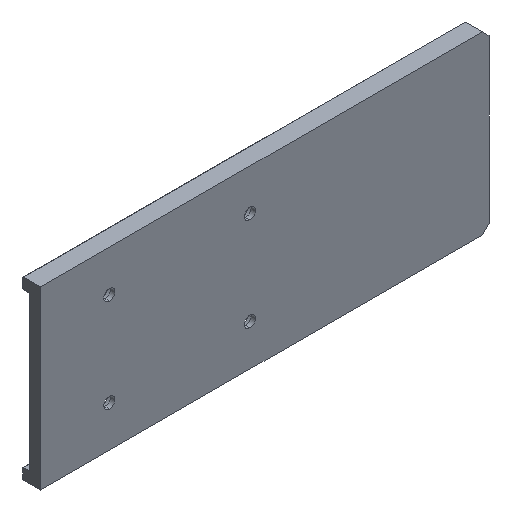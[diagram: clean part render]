
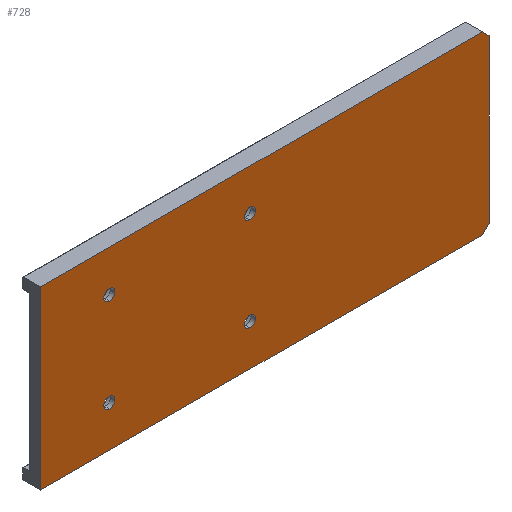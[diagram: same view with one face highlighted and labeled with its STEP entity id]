
A CAD part, isometric view. The second image highlights one B-rep face of the part: STEP entity #728.
In plain terms, the highlighted planar face has unit normal (0, -1, 0).
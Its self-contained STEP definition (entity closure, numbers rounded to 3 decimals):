
#5 = CARTESIAN_POINT ( 'NONE',  ( 31.247, 0., -61.25 ) ) ;
#10 = AXIS2_PLACEMENT_3D ( 'NONE', #418, #1154, #871 ) ;
#13 = EDGE_CURVE ( 'NONE', #619, #333, #161, .T. ) ;
#23 = ORIENTED_EDGE ( 'NONE', *, *, #13, .F. ) ;
#37 = DIRECTION ( 'NONE',  ( 0., 0., 1. ) ) ;
#48 = DIRECTION ( 'NONE',  ( 0., 1., 0. ) ) ;
#53 = CARTESIAN_POINT ( 'NONE',  ( 204., 0., -3. ) ) ;
#70 = ORIENTED_EDGE ( 'NONE', *, *, #735, .T. ) ;
#75 = EDGE_CURVE ( 'NONE', #861, #333, #988, .T. ) ;
#81 = CARTESIAN_POINT ( 'NONE',  ( 100.5, 0., 100.5 ) ) ;
#86 = CIRCLE ( 'NONE', #1116, 2.5 ) ;
#88 = CARTESIAN_POINT ( 'NONE',  ( 95.247, 0., -18.75 ) ) ;
#97 = CARTESIAN_POINT ( 'NONE',  ( 95.247, 0., -63.75 ) ) ;
#103 = ORIENTED_EDGE ( 'NONE', *, *, #576, .T. ) ;
#106 = CARTESIAN_POINT ( 'NONE',  ( 204., 0., 0. ) ) ;
#133 = DIRECTION ( 'NONE',  ( 0., 0., 1. ) ) ;
#142 = DIRECTION ( 'NONE',  ( 0.707, 0., 0.707 ) ) ;
#161 = LINE ( 'NONE', #1167, #1034 ) ;
#190 = VECTOR ( 'NONE', #142, 1000. ) ;
#195 = ORIENTED_EDGE ( 'NONE', *, *, #75, .T. ) ;
#197 = LINE ( 'NONE', #106, #388 ) ;
#199 = VERTEX_POINT ( 'NONE', #1031 ) ;
#211 = AXIS2_PLACEMENT_3D ( 'NONE', #883, #314, #334 ) ;
#213 = VERTEX_POINT ( 'NONE', #587 ) ;
#224 = ORIENTED_EDGE ( 'NONE', *, *, #647, .T. ) ;
#229 = DIRECTION ( 'NONE',  ( 0., 0., 1. ) ) ;
#237 = DIRECTION ( 'NONE',  ( 0., 1., 0. ) ) ;
#274 = CARTESIAN_POINT ( 'NONE',  ( 0., 0., -80. ) ) ;
#275 = VERTEX_POINT ( 'NONE', #793 ) ;
#287 = VERTEX_POINT ( 'NONE', #812 ) ;
#294 = CIRCLE ( 'NONE', #516, 2.5 ) ;
#302 = FACE_OUTER_BOUND ( 'NONE', #1119, .T. ) ;
#308 = CARTESIAN_POINT ( 'NONE',  ( 95.247, 0., -61.25 ) ) ;
#314 = DIRECTION ( 'NONE',  ( 0., 1., 0. ) ) ;
#320 = EDGE_LOOP ( 'NONE', ( #103, #967 ) ) ;
#331 = FACE_BOUND ( 'NONE', #400, .T. ) ;
#333 = VERTEX_POINT ( 'NONE', #868 ) ;
#334 = DIRECTION ( 'NONE',  ( 0., 0., 1. ) ) ;
#336 = EDGE_CURVE ( 'NONE', #425, #213, #1143, .T. ) ;
#354 = VERTEX_POINT ( 'NONE', #1149 ) ;
#366 = DIRECTION ( 'NONE',  ( 0., 0., 1. ) ) ;
#370 = AXIS2_PLACEMENT_3D ( 'NONE', #1058, #237, #229 ) ;
#372 = DIRECTION ( 'NONE',  ( 0., 1., 0. ) ) ;
#388 = VECTOR ( 'NONE', #848, 1000. ) ;
#400 = EDGE_LOOP ( 'NONE', ( #224, #578 ) ) ;
#401 = ORIENTED_EDGE ( 'NONE', *, *, #498, .F. ) ;
#418 = CARTESIAN_POINT ( 'NONE',  ( 31.247, 0., -61.25 ) ) ;
#425 = VERTEX_POINT ( 'NONE', #666 ) ;
#444 = VERTEX_POINT ( 'NONE', #1026 ) ;
#456 = DIRECTION ( 'NONE',  ( 0., 1., 0. ) ) ;
#465 = CIRCLE ( 'NONE', #609, 2.5 ) ;
#468 = VECTOR ( 'NONE', #810, 1000. ) ;
#471 = DIRECTION ( 'NONE',  ( 0., 0., 1. ) ) ;
#495 = ORIENTED_EDGE ( 'NONE', *, *, #668, .T. ) ;
#498 = EDGE_CURVE ( 'NONE', #861, #213, #197, .T. ) ;
#516 = AXIS2_PLACEMENT_3D ( 'NONE', #88, #839, #831 ) ;
#537 = CARTESIAN_POINT ( 'NONE',  ( 95.247, 0., -21.25 ) ) ;
#538 = AXIS2_PLACEMENT_3D ( 'NONE', #308, #860, #37 ) ;
#545 = DIRECTION ( 'NONE',  ( 1., 0., 0. ) ) ;
#552 = CARTESIAN_POINT ( 'NONE',  ( 95.247, 0., -18.75 ) ) ;
#571 = AXIS2_PLACEMENT_3D ( 'NONE', #5, #372, #471 ) ;
#576 = EDGE_CURVE ( 'NONE', #354, #950, #294, .T. ) ;
#578 = ORIENTED_EDGE ( 'NONE', *, *, #908, .T. ) ;
#587 = CARTESIAN_POINT ( 'NONE',  ( 204., 0., -77. ) ) ;
#589 = ORIENTED_EDGE ( 'NONE', *, *, #715, .T. ) ;
#590 = CIRCLE ( 'NONE', #370, 2.5 ) ;
#592 = EDGE_CURVE ( 'NONE', #425, #275, #1002, .T. ) ;
#595 = PLANE ( 'NONE',  #850 ) ;
#603 = CARTESIAN_POINT ( 'NONE',  ( 0., 0., 0. ) ) ;
#609 = AXIS2_PLACEMENT_3D ( 'NONE', #552, #456, #1179 ) ;
#619 = VERTEX_POINT ( 'NONE', #731 ) ;
#626 = VECTOR ( 'NONE', #366, 1000. ) ;
#645 = CARTESIAN_POINT ( 'NONE',  ( 0., 0., 0. ) ) ;
#647 = EDGE_CURVE ( 'NONE', #663, #287, #1133, .T. ) ;
#658 = ORIENTED_EDGE ( 'NONE', *, *, #336, .T. ) ;
#663 = VERTEX_POINT ( 'NONE', #925 ) ;
#666 = CARTESIAN_POINT ( 'NONE',  ( 201., 0., -80. ) ) ;
#668 = EDGE_CURVE ( 'NONE', #444, #684, #86, .T. ) ;
#684 = VERTEX_POINT ( 'NONE', #879 ) ;
#703 = DIRECTION ( 'NONE',  ( 0., -1., 0. ) ) ;
#715 = EDGE_CURVE ( 'NONE', #199, #1091, #758, .T. ) ;
#728 = ADVANCED_FACE ( 'NONE', ( #1151, #857, #951, #331, #302 ), #595, .T. ) ;
#731 = CARTESIAN_POINT ( 'NONE',  ( 0., 0., 0. ) ) ;
#735 = EDGE_CURVE ( 'NONE', #684, #444, #590, .T. ) ;
#744 = ORIENTED_EDGE ( 'NONE', *, *, #1027, .F. ) ;
#749 = EDGE_CURVE ( 'NONE', #1091, #199, #931, .T. ) ;
#758 = CIRCLE ( 'NONE', #538, 2.5 ) ;
#793 = CARTESIAN_POINT ( 'NONE',  ( 0., 0., -80. ) ) ;
#801 = VECTOR ( 'NONE', #1177, 1000. ) ;
#810 = DIRECTION ( 'NONE',  ( -0.707, 0., 0.707 ) ) ;
#812 = CARTESIAN_POINT ( 'NONE',  ( 31.247, 0., -63.75 ) ) ;
#818 = CIRCLE ( 'NONE', #10, 2.5 ) ;
#831 = DIRECTION ( 'NONE',  ( 0., 0., 1. ) ) ;
#839 = DIRECTION ( 'NONE',  ( 0., 1., 0. ) ) ;
#848 = DIRECTION ( 'NONE',  ( 0., 0., -1. ) ) ;
#850 = AXIS2_PLACEMENT_3D ( 'NONE', #603, #703, #959 ) ;
#857 = FACE_BOUND ( 'NONE', #320, .T. ) ;
#860 = DIRECTION ( 'NONE',  ( 0., 1., 0. ) ) ;
#861 = VERTEX_POINT ( 'NONE', #53 ) ;
#868 = CARTESIAN_POINT ( 'NONE',  ( 201., 0., 0. ) ) ;
#871 = DIRECTION ( 'NONE',  ( 0., 0., 1. ) ) ;
#879 = CARTESIAN_POINT ( 'NONE',  ( 31.247, 0., -16.25 ) ) ;
#883 = CARTESIAN_POINT ( 'NONE',  ( 95.247, 0., -61.25 ) ) ;
#903 = ORIENTED_EDGE ( 'NONE', *, *, #749, .T. ) ;
#908 = EDGE_CURVE ( 'NONE', #287, #663, #818, .T. ) ;
#915 = LINE ( 'NONE', #645, #626 ) ;
#925 = CARTESIAN_POINT ( 'NONE',  ( 31.247, 0., -58.75 ) ) ;
#931 = CIRCLE ( 'NONE', #211, 2.5 ) ;
#947 = EDGE_LOOP ( 'NONE', ( #589, #903 ) ) ;
#950 = VERTEX_POINT ( 'NONE', #537 ) ;
#951 = FACE_BOUND ( 'NONE', #947, .T. ) ;
#959 = DIRECTION ( 'NONE',  ( 0., 0., -1. ) ) ;
#967 = ORIENTED_EDGE ( 'NONE', *, *, #1126, .T. ) ;
#969 = CARTESIAN_POINT ( 'NONE',  ( 140.5, 0., -140.5 ) ) ;
#980 = EDGE_LOOP ( 'NONE', ( #70, #495 ) ) ;
#988 = LINE ( 'NONE', #81, #468 ) ;
#1002 = LINE ( 'NONE', #274, #801 ) ;
#1026 = CARTESIAN_POINT ( 'NONE',  ( 31.247, 0., -21.25 ) ) ;
#1027 = EDGE_CURVE ( 'NONE', #275, #619, #915, .T. ) ;
#1031 = CARTESIAN_POINT ( 'NONE',  ( 95.247, 0., -58.75 ) ) ;
#1034 = VECTOR ( 'NONE', #545, 1000. ) ;
#1050 = CARTESIAN_POINT ( 'NONE',  ( 31.247, 0., -18.75 ) ) ;
#1058 = CARTESIAN_POINT ( 'NONE',  ( 31.247, 0., -18.75 ) ) ;
#1091 = VERTEX_POINT ( 'NONE', #97 ) ;
#1116 = AXIS2_PLACEMENT_3D ( 'NONE', #1050, #48, #133 ) ;
#1119 = EDGE_LOOP ( 'NONE', ( #1166, #658, #401, #195, #23, #744 ) ) ;
#1126 = EDGE_CURVE ( 'NONE', #950, #354, #465, .T. ) ;
#1133 = CIRCLE ( 'NONE', #571, 2.5 ) ;
#1143 = LINE ( 'NONE', #969, #190 ) ;
#1149 = CARTESIAN_POINT ( 'NONE',  ( 95.247, 0., -16.25 ) ) ;
#1151 = FACE_BOUND ( 'NONE', #980, .T. ) ;
#1154 = DIRECTION ( 'NONE',  ( 0., 1., 0. ) ) ;
#1166 = ORIENTED_EDGE ( 'NONE', *, *, #592, .F. ) ;
#1167 = CARTESIAN_POINT ( 'NONE',  ( 0., 0., 0. ) ) ;
#1177 = DIRECTION ( 'NONE',  ( -1., 0., 0. ) ) ;
#1179 = DIRECTION ( 'NONE',  ( 0., 0., 1. ) ) ;
